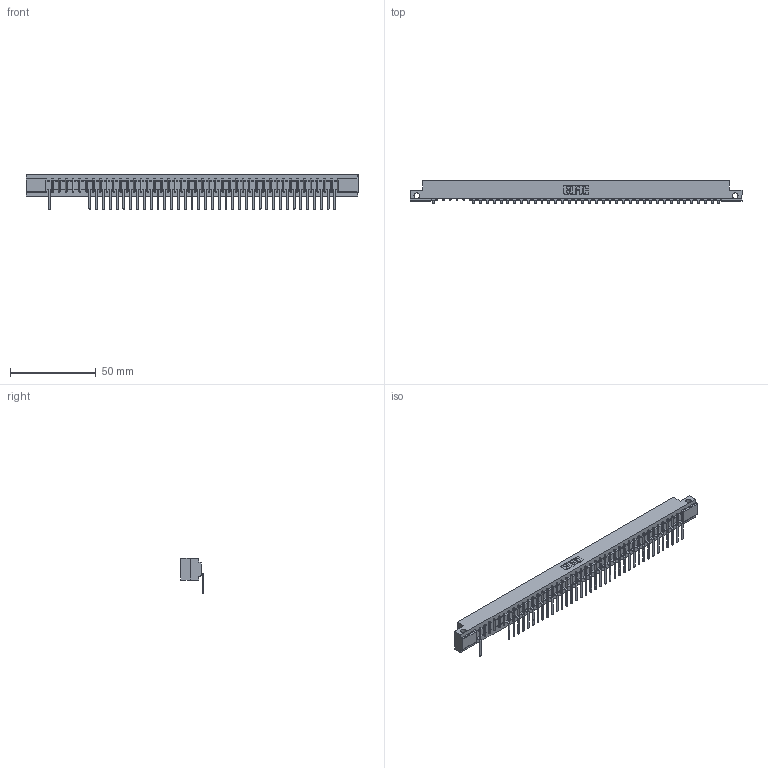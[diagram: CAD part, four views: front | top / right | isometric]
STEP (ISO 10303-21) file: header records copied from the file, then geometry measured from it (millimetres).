
FILE_DESCRIPTION (( 'STEP AP203' ), '1' );
FILE_NAME ('357-043-557-112.STEP', '2018-08-11T10:36:52', ( '' ), ( '' ), 'SwSTEP 2.0', 'SolidWorks 2016', '' );
FILE_SCHEMA (( 'CONFIG_CONTROL_DESIGN' ));
Length unit declared in the file: inch
Products named in the file (3): 307 Part_.128 Dia Side Mounting Holes; 307-290-002_557; 357-043-557-112
Assembly tree (39 placements, depth 2):
  357-043-557-112
    307 Part_.128 Dia Side Mounting Holes
    307-290-002_557  x38
Bounding box: 193.4 x 13.32 x 20.66 mm (x, y, z)
Volume: 20519 mm3; surface area: 25550.4 mm2
Topology: 39 solids, 39 shells, 3226 faces, 9915 edges, 6490 vertices
Faces by surface type: plane 1916, cylinder 1222, sphere 88
Entity records: 37436 total; most frequent: CARTESIAN_POINT 6339, ORIENTED_EDGE 6334, DIRECTION 6153, EDGE_CURVE 3167, VECTOR 2425, LINE 2425, VERTEX_POINT 2050, AXIS2_PLACEMENT_3D 1864
